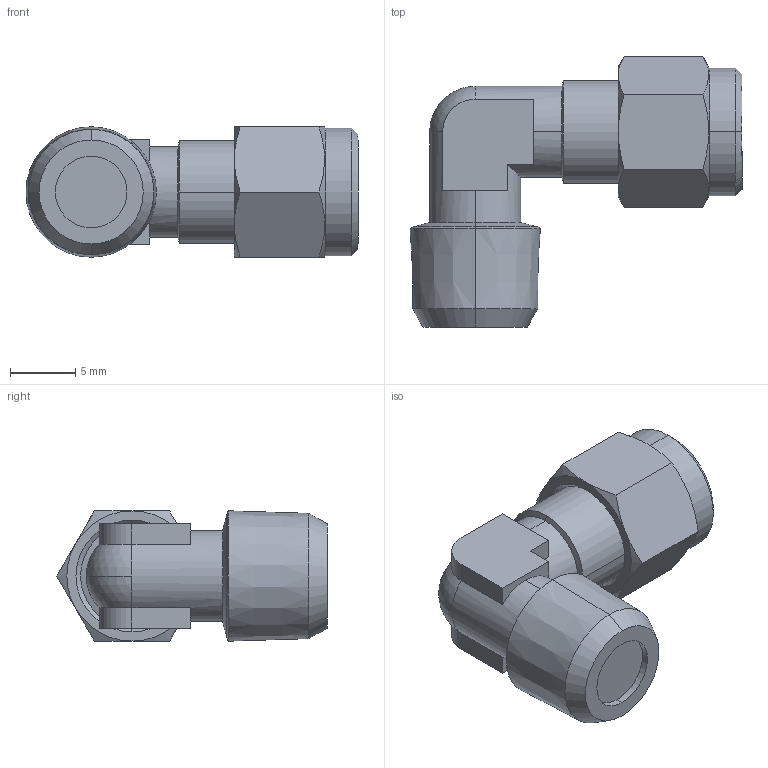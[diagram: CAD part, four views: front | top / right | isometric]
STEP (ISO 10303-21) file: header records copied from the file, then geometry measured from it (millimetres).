
FILE_DESCRIPTION (( 'STEP AP214' ), '1' );
FILE_NAME ('1028000001.step', '2013-02-25T17:13:41', ( '' ), ( '' ), 'SwSTEP 2.0', 'SolidWorks 2012', '' );
FILE_SCHEMA (( 'AUTOMOTIVE_DESIGN' ));
Length unit declared in the file: millimetre
Products named in the file (1): 1028000001
Bounding box: 25.51 x 20.77 x 10.02 mm (x, y, z)
Volume: 2132.6 mm3; surface area: 1255.4 mm2
Topology: 1 solids, 1 shells, 65 faces, 152 edges, 92 vertices
Faces by surface type: plane 25, cone 22, cylinder 14, sphere 2, torus 2
Entity records: 1955 total; most frequent: CARTESIAN_POINT 429, DIRECTION 326, ORIENTED_EDGE 304, EDGE_CURVE 152, AXIS2_PLACEMENT_3D 129, VERTEX_POINT 92, EDGE_LOOP 68, VECTOR 68
